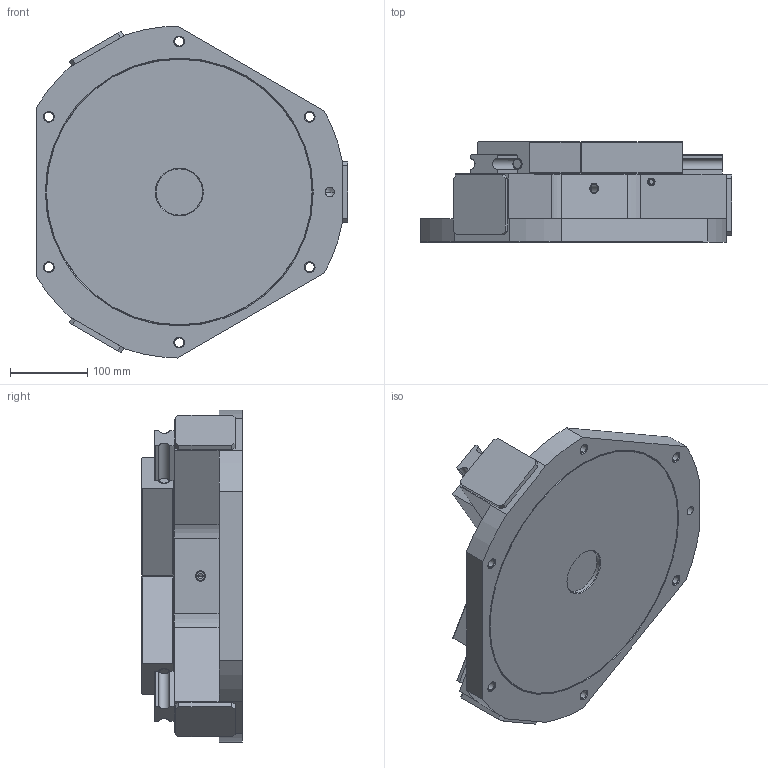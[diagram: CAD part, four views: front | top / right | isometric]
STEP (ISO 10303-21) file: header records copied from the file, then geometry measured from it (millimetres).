
FILE_DESCRIPTION( ( '' ), '1' );
FILE_NAME( 'oz430_oz430aal_0_2_14a.stp', '2010-10-25T14:11:19', ( '' ), ( '' ), ' ', ' ', ' ' );
FILE_SCHEMA( ( 'automotive_design' ) );
Length unit declared in the file: millimetre
Products named in the file (4): 1; 2; 3; 4
Bounding box: 403 x 130 x 429.97 mm (x, y, z)
Volume: 8533597.7 mm3; surface area: 582442.8 mm2
Topology: 4 solids, 4 shells, 495 faces, 1202 edges, 694 vertices
Faces by surface type: cone 190, plane 153, cylinder 152
Entity records: 26986 total; most frequent: DIRECTION 2555, STYLED_ITEM 2321, PRESENTATION_STYLE_ASSIGNMENT 2321, CARTESIAN_POINT 2321, COLOUR_RGB 2321, ORIENTED_EDGE 2256, EDGE_CURVE 1128, CURVE_STYLE 1128
